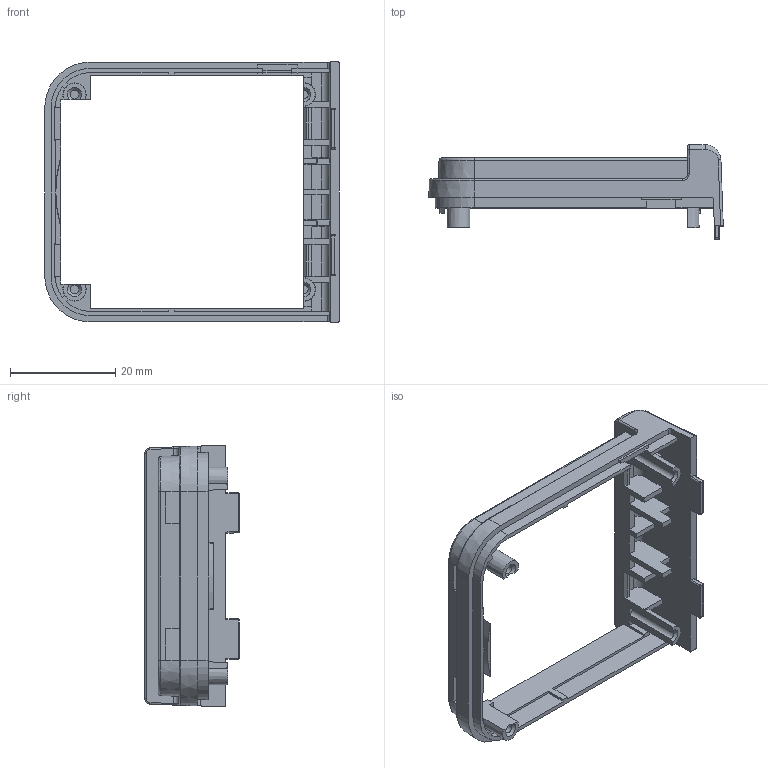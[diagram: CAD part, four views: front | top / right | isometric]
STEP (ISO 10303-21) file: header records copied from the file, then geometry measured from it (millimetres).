
FILE_DESCRIPTION(/* description */ (''),/* implementation_level */ '2;1');
FILE_NAME(/* name */ 'Middle.ipt.step',/* time_stamp */ '2020-04-16T23:17:10-04:00',/* author */ ('Jordan'),/* organization */ (''),/* preprocessor_version */ 'ST-DEVELOPER v17',/* originating_system */ 'Autodesk Inventor 2019',/* authorisation */ '');
FILE_SCHEMA (('AUTOMOTIVE_DESIGN { 1 0 10303 214 3 1 1 }'));
Length unit declared in the file: inch
Products named in the file (1): Middle
Bounding box: 55.9 x 17.9 x 49.69 mm (x, y, z)
Volume: 4138.6 mm3; surface area: 6791.2 mm2
Topology: 1 solids, 1 shells, 241 faces, 690 edges, 437 vertices
Faces by surface type: plane 149, cylinder 53, cone 15, bspline 8, torus 8, sphere 8
Full cylindrical faces by diameter (mm): 1.7 x2
Entity records: 8943 total; most frequent: CARTESIAN_POINT 2638, ORIENTED_EDGE 1364, DIRECTION 1269, EDGE_CURVE 682, LINE 487, VECTOR 487, VERTEX_POINT 437, AXIS2_PLACEMENT_3D 391
